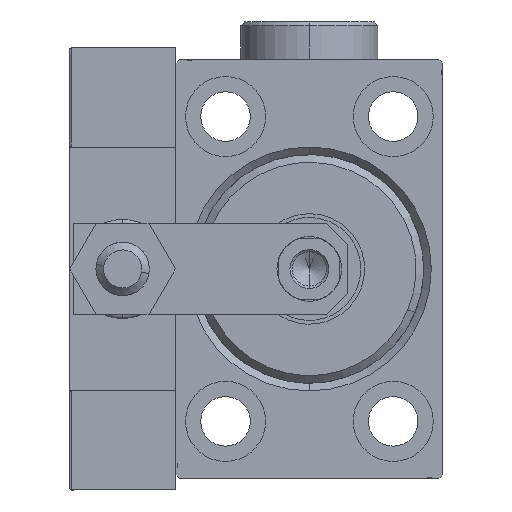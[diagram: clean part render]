
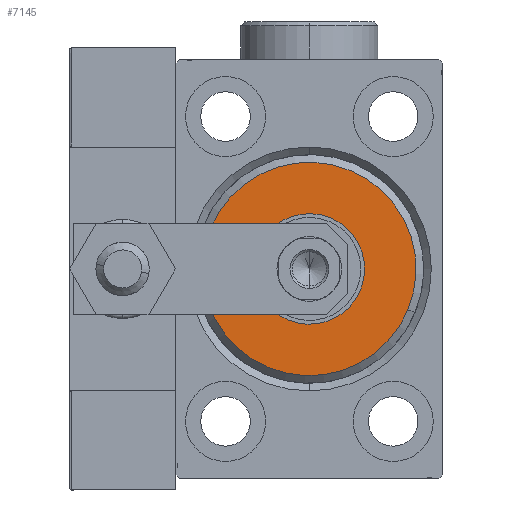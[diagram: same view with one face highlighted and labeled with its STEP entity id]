
A CAD part, left-side view. The second image highlights one B-rep face of the part: STEP entity #7145.
In plain terms, the highlighted face is planar.
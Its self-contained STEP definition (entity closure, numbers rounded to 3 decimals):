
#738 = EDGE_CURVE ( 'NONE', #42501, #11076, #47105, .T. ) ;
#852 = CARTESIAN_POINT ( 'NONE',  ( 3., 0., 7.25 ) ) ;
#903 = DIRECTION ( 'NONE',  ( 1., 0., 0. ) ) ;
#1958 = CARTESIAN_POINT ( 'NONE',  ( 3., 0., 0. ) ) ;
#2473 = DIRECTION ( 'NONE',  ( 1., 0., 0. ) ) ;
#4302 = DIRECTION ( 'NONE',  ( 0., 0., -1. ) ) ;
#4544 = EDGE_CURVE ( 'NONE', #48672, #37939, #27271, .T. ) ;
#5066 = CARTESIAN_POINT ( 'NONE',  ( 3., 0., 0. ) ) ;
#5131 = EDGE_LOOP ( 'NONE', ( #37832, #48932 ) ) ;
#5351 = DIRECTION ( 'NONE',  ( 0., 0., -1. ) ) ;
#5769 = EDGE_CURVE ( 'NONE', #37939, #48672, #42314, .T. ) ;
#7145 = ADVANCED_FACE ( 'NONE', ( #42745, #31280 ), #47170, .T. ) ;
#7400 = CARTESIAN_POINT ( 'NONE',  ( 3., 0., -14. ) ) ;
#7863 = AXIS2_PLACEMENT_3D ( 'NONE', #1958, #2473, #5351 ) ;
#11076 = VERTEX_POINT ( 'NONE', #14713 ) ;
#11214 = DIRECTION ( 'NONE',  ( 0., 0., -1. ) ) ;
#12217 = CARTESIAN_POINT ( 'NONE',  ( 3., 0., 0. ) ) ;
#12857 = CIRCLE ( 'NONE', #7863, 14. ) ;
#13646 = CARTESIAN_POINT ( 'NONE',  ( 3., 0., -7.25 ) ) ;
#14713 = CARTESIAN_POINT ( 'NONE',  ( 3., 0., 14. ) ) ;
#16326 = AXIS2_PLACEMENT_3D ( 'NONE', #12217, #16380, #47121 ) ;
#16380 = DIRECTION ( 'NONE',  ( 1., 0., 0. ) ) ;
#23523 = EDGE_LOOP ( 'NONE', ( #30327, #33598 ) ) ;
#24871 = AXIS2_PLACEMENT_3D ( 'NONE', #50850, #46910, #11214 ) ;
#27271 = CIRCLE ( 'NONE', #40613, 7.25 ) ;
#30307 = EDGE_CURVE ( 'NONE', #11076, #42501, #12857, .T. ) ;
#30327 = ORIENTED_EDGE ( 'NONE', *, *, #30307, .T. ) ;
#31280 = FACE_BOUND ( 'NONE', #5131, .T. ) ;
#33598 = ORIENTED_EDGE ( 'NONE', *, *, #738, .T. ) ;
#37378 = DIRECTION ( 'NONE',  ( 0., 0., -1. ) ) ;
#37832 = ORIENTED_EDGE ( 'NONE', *, *, #5769, .F. ) ;
#37939 = VERTEX_POINT ( 'NONE', #13646 ) ;
#40613 = AXIS2_PLACEMENT_3D ( 'NONE', #44691, #40790, #37378 ) ;
#40650 = AXIS2_PLACEMENT_3D ( 'NONE', #5066, #903, #4302 ) ;
#40790 = DIRECTION ( 'NONE',  ( 1., 0., 0. ) ) ;
#42314 = CIRCLE ( 'NONE', #40650, 7.25 ) ;
#42501 = VERTEX_POINT ( 'NONE', #7400 ) ;
#42745 = FACE_OUTER_BOUND ( 'NONE', #23523, .T. ) ;
#44691 = CARTESIAN_POINT ( 'NONE',  ( 3., 0., 0. ) ) ;
#46910 = DIRECTION ( 'NONE',  ( 1., 0., 0. ) ) ;
#47105 = CIRCLE ( 'NONE', #16326, 14. ) ;
#47121 = DIRECTION ( 'NONE',  ( 0., 0., -1. ) ) ;
#47170 = PLANE ( 'NONE',  #24871 ) ;
#48672 = VERTEX_POINT ( 'NONE', #852 ) ;
#48932 = ORIENTED_EDGE ( 'NONE', *, *, #4544, .F. ) ;
#50850 = CARTESIAN_POINT ( 'NONE',  ( 3., 0., 0. ) ) ;
